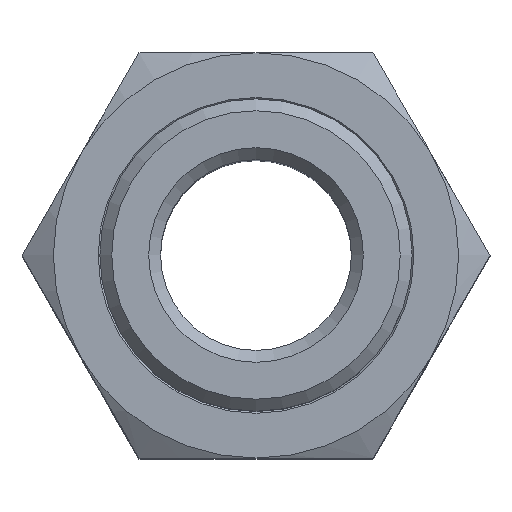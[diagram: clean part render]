
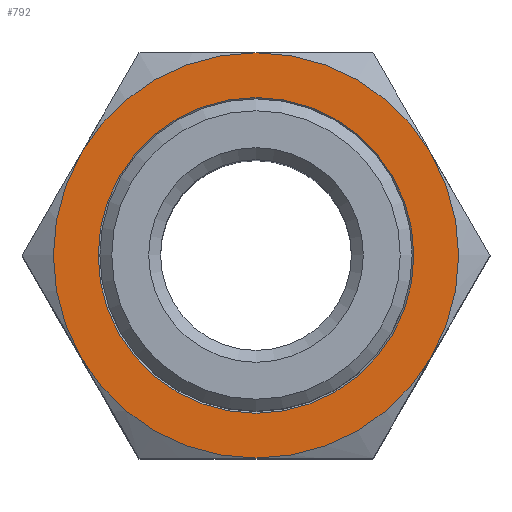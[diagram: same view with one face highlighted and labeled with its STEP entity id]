
A CAD part, top view. The second image highlights one B-rep face of the part: STEP entity #792.
In plain terms, the highlighted planar face has unit normal (0, 0, 1).
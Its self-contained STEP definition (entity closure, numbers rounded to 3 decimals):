
#19=FACE_BOUND('',#161,.T.);
#28=PLANE('',#882);
#108=FACE_OUTER_BOUND('',#160,.T.);
#160=EDGE_LOOP('',(#531,#532,#533,#534,#535,#536));
#161=EDGE_LOOP('',(#537));
#243=CIRCLE('',#848,6.623);
#249=CIRCLE('',#856,8.5);
#250=CIRCLE('',#858,8.5);
#251=CIRCLE('',#860,8.5);
#252=CIRCLE('',#862,8.5);
#253=CIRCLE('',#864,8.5);
#254=CIRCLE('',#866,8.5);
#287=VERTEX_POINT('',#1160);
#294=VERTEX_POINT('',#1177);
#295=VERTEX_POINT('',#1181);
#297=VERTEX_POINT('',#1188);
#299=VERTEX_POINT('',#1198);
#301=VERTEX_POINT('',#1208);
#303=VERTEX_POINT('',#1221);
#354=EDGE_CURVE('',#287,#287,#243,.T.);
#364=EDGE_CURVE('',#294,#295,#249,.T.);
#367=EDGE_CURVE('',#297,#294,#250,.T.);
#370=EDGE_CURVE('',#299,#297,#251,.T.);
#373=EDGE_CURVE('',#301,#299,#252,.T.);
#375=EDGE_CURVE('',#303,#301,#253,.T.);
#378=EDGE_CURVE('',#295,#303,#254,.T.);
#531=ORIENTED_EDGE('',*,*,#378,.T.);
#532=ORIENTED_EDGE('',*,*,#375,.T.);
#533=ORIENTED_EDGE('',*,*,#373,.T.);
#534=ORIENTED_EDGE('',*,*,#370,.T.);
#535=ORIENTED_EDGE('',*,*,#367,.T.);
#536=ORIENTED_EDGE('',*,*,#364,.T.);
#537=ORIENTED_EDGE('',*,*,#354,.F.);
#792=ADVANCED_FACE('',(#108,#19),#28,.F.);
#848=AXIS2_PLACEMENT_3D('',#1161,#947,#948);
#856=AXIS2_PLACEMENT_3D('',#1185,#965,#966);
#858=AXIS2_PLACEMENT_3D('',#1195,#969,#970);
#860=AXIS2_PLACEMENT_3D('',#1205,#973,#974);
#862=AXIS2_PLACEMENT_3D('',#1215,#977,#978);
#864=AXIS2_PLACEMENT_3D('',#1222,#981,#982);
#866=AXIS2_PLACEMENT_3D('',#1231,#985,#986);
#882=AXIS2_PLACEMENT_3D('',#1302,#1021,#1022);
#947=DIRECTION('center_axis',(0.,0.,
1.));
#948=DIRECTION('ref_axis',(0.5,0.866,0.));
#965=DIRECTION('center_axis',(0.,0.,
1.));
#966=DIRECTION('ref_axis',(-0.866,0.5,0.));
#969=DIRECTION('center_axis',(0.,0.,
1.));
#970=DIRECTION('ref_axis',(-0.866,0.5,0.));
#973=DIRECTION('center_axis',(0.,0.,
1.));
#974=DIRECTION('ref_axis',(-0.866,0.5,0.));
#977=DIRECTION('center_axis',(0.,0.,
1.));
#978=DIRECTION('ref_axis',(-0.866,0.5,0.));
#981=DIRECTION('center_axis',(0.,0.,
1.));
#982=DIRECTION('ref_axis',(-0.866,0.5,0.));
#985=DIRECTION('center_axis',(0.,0.,
1.));
#986=DIRECTION('ref_axis',(-0.866,0.5,0.));
#1021=DIRECTION('center_axis',(0.,0.,
-1.));
#1022=DIRECTION('ref_axis',(0.5,0.866,0.));
#1160=CARTESIAN_POINT('',(-3.311,-5.735,28.));
#1161=CARTESIAN_POINT('Origin',(0.,0.,
28.));
#1177=CARTESIAN_POINT('',(0.,8.5,28.));
#1181=CARTESIAN_POINT('',(-7.361,4.25,28.));
#1185=CARTESIAN_POINT('Origin',(0.,0.,
28.));
#1188=CARTESIAN_POINT('',(7.361,4.25,28.));
#1195=CARTESIAN_POINT('Origin',(0.,0.,
28.));
#1198=CARTESIAN_POINT('',(7.361,-4.25,28.));
#1205=CARTESIAN_POINT('Origin',(0.,0.,
28.));
#1208=CARTESIAN_POINT('',(0.,-8.5,28.));
#1215=CARTESIAN_POINT('Origin',(0.,0.,
28.));
#1221=CARTESIAN_POINT('',(-7.361,-4.25,28.));
#1222=CARTESIAN_POINT('Origin',(0.,0.,
28.));
#1231=CARTESIAN_POINT('Origin',(0.,0.,
28.));
#1302=CARTESIAN_POINT('Origin',(0.,0.,
28.));
